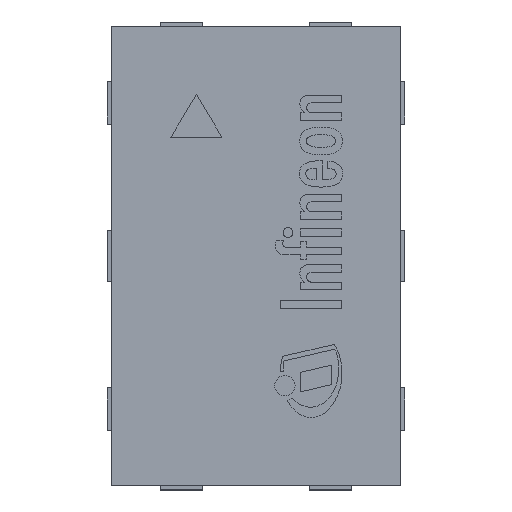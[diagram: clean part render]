
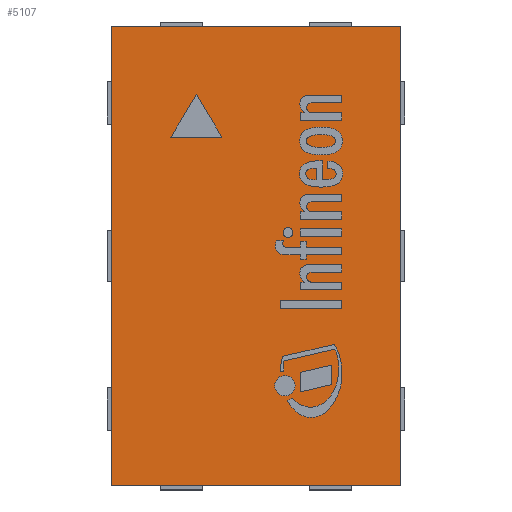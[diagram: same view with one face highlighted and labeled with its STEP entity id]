
A CAD part, top view. The second image highlights one B-rep face of the part: STEP entity #5107.
In plain terms, the highlighted planar face has unit normal (0, 0, 1).
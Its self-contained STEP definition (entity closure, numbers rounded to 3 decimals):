
#426=FACE_BOUND('',#754,.T.);
#439=FACE_OUTER_BOUND('',#753,.T.);
#753=EDGE_LOOP('',(#3414,#3415,#3416,#3417));
#754=EDGE_LOOP('',(#3418,#3419,#3420));
#1066=LINE('',#7619,#1593);
#1069=LINE('',#7625,#1596);
#1072=LINE('',#7629,#1599);
#1073=LINE('',#7634,#1600);
#1077=LINE('',#7642,#1604);
#1080=LINE('',#7648,#1607);
#1083=LINE('',#7653,#1610);
#1593=VECTOR('',#5996,1.);
#1596=VECTOR('',#6001,1.);
#1599=VECTOR('',#6006,1.);
#1600=VECTOR('',#6011,1.);
#1604=VECTOR('',#6017,1.);
#1607=VECTOR('',#6022,1.);
#1610=VECTOR('',#6027,1.);
#2120=VERTEX_POINT('',#7616);
#2121=VERTEX_POINT('',#7618);
#2123=VERTEX_POINT('',#7624);
#2124=VERTEX_POINT('',#7632);
#2125=VERTEX_POINT('',#7633);
#2128=VERTEX_POINT('',#7641);
#2130=VERTEX_POINT('',#7647);
#2626=EDGE_CURVE('',#2121,#2120,#1066,.T.);
#2629=EDGE_CURVE('',#2123,#2121,#1069,.T.);
#2632=EDGE_CURVE('',#2120,#2123,#1072,.T.);
#2633=EDGE_CURVE('',#2124,#2125,#1073,.T.);
#2637=EDGE_CURVE('',#2125,#2128,#1077,.T.);
#2640=EDGE_CURVE('',#2128,#2130,#1080,.T.);
#2643=EDGE_CURVE('',#2130,#2124,#1083,.T.);
#3414=ORIENTED_EDGE('',*,*,#2633,.F.);
#3415=ORIENTED_EDGE('',*,*,#2643,.F.);
#3416=ORIENTED_EDGE('',*,*,#2640,.F.);
#3417=ORIENTED_EDGE('',*,*,#2637,.F.);
#3418=ORIENTED_EDGE('',*,*,#2626,.T.);
#3419=ORIENTED_EDGE('',*,*,#2632,.T.);
#3420=ORIENTED_EDGE('',*,*,#2629,.T.);
#4909=PLANE('',#5452);
#5107=ADVANCED_FACE('',(#439,#426),#4909,.T.);
#5452=AXIS2_PLACEMENT_3D('',#7655,#6029,#6030);
#5996=DIRECTION('',(0.514,0.857,0.));
#6001=DIRECTION('',(-1.,0.,0.));
#6006=DIRECTION('',(0.514,-0.857,0.));
#6011=DIRECTION('',(-1.,0.,0.));
#6017=DIRECTION('',(0.,1.,0.));
#6022=DIRECTION('',(1.,0.,0.));
#6027=DIRECTION('',(0.,-1.,0.));
#6029=DIRECTION('center_axis',(0.,0.,1.));
#6030=DIRECTION('ref_axis',(1.,0.,0.));
#7616=CARTESIAN_POINT('',(-0.14,0.379,0.4));
#7618=CARTESIAN_POINT('',(-0.2,0.279,0.4));
#7619=CARTESIAN_POINT('',(-0.205,0.27,0.4));
#7624=CARTESIAN_POINT('',(-0.08,0.279,0.4));
#7625=CARTESIAN_POINT('',(-0.1,0.279,0.4));
#7629=CARTESIAN_POINT('',(-0.008,0.159,0.4));
#7632=CARTESIAN_POINT('',(0.34,-0.54,0.4));
#7633=CARTESIAN_POINT('',(-0.34,-0.54,0.4));
#7634=CARTESIAN_POINT('',(0.34,-0.54,0.4));
#7641=CARTESIAN_POINT('',(-0.34,0.54,0.4));
#7642=CARTESIAN_POINT('',(-0.34,-0.54,0.4));
#7647=CARTESIAN_POINT('',(0.34,0.54,0.4));
#7648=CARTESIAN_POINT('',(-0.34,0.54,0.4));
#7653=CARTESIAN_POINT('',(0.34,0.54,0.4));
#7655=CARTESIAN_POINT('Origin',(0.,0.,
0.4));
